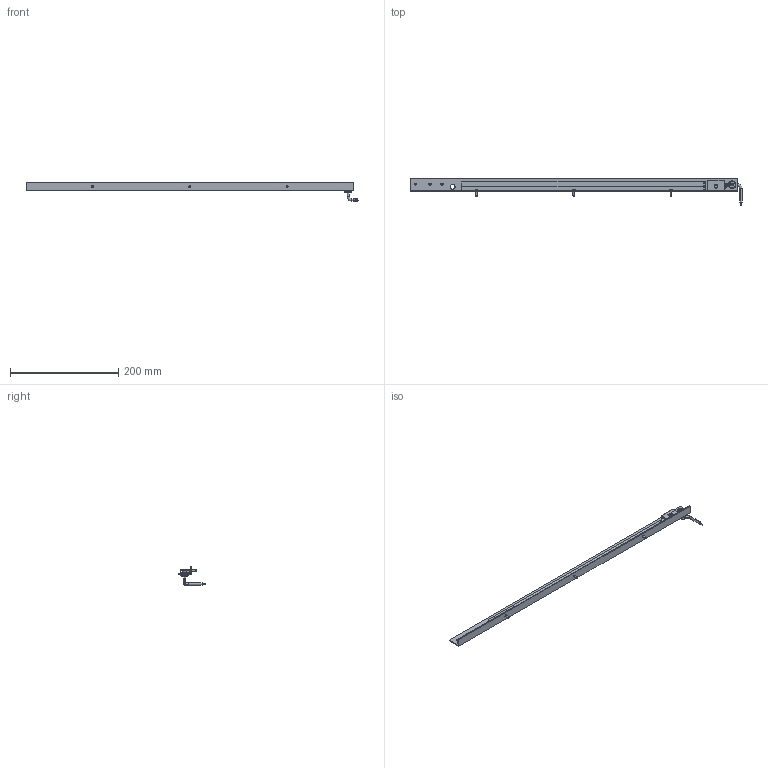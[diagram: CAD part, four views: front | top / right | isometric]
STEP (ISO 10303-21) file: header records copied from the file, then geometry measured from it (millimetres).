
FILE_DESCRIPTION (( 'STEP AP214' ), '1' );
FILE_NAME ('INGUN_115560.STEP', '2023-11-29T08:29:23', ( '' ), ( '' ), 'SwSTEP 2.0', 'SolidWorks 2021', '' );
FILE_SCHEMA (( 'AUTOMOTIVE_DESIGN' ));
Length unit declared in the file: millimetre
Products named in the file (9): 45673~0_450 lang <S>; INGUN_115560; 46001~2_S; DIN912~n_M03,0x010; 115220~1_S; 8088~0_S; 55560~1_S; 45674~0_450 lang <S>; 115217~0_S
Assembly tree (10 placements, depth 2):
  INGUN_115560
    46001~2_S
    45673~0_450 lang <S>
    45674~0_450 lang <S>
    55560~1_S
    8088~0_S
    DIN912~n_M03,0x010  x3
    115217~0_S
    115220~1_S
Bounding box: 614.15 x 51 x 34.15 mm (x, y, z)
Volume: 64401.6 mm3; surface area: 72656.5 mm2
Topology: 19 solids, 19 shells, 318 faces, 731 edges, 470 vertices
Faces by surface type: plane 134, cylinder 130, bspline 32, cone 12, torus 10
Entity records: 9473 total; most frequent: CARTESIAN_POINT 1994, DIRECTION 1277, ORIENTED_EDGE 1178, EDGE_CURVE 589, AXIS2_PLACEMENT_3D 481, VERTEX_POINT 378, VECTOR 315, LINE 315
